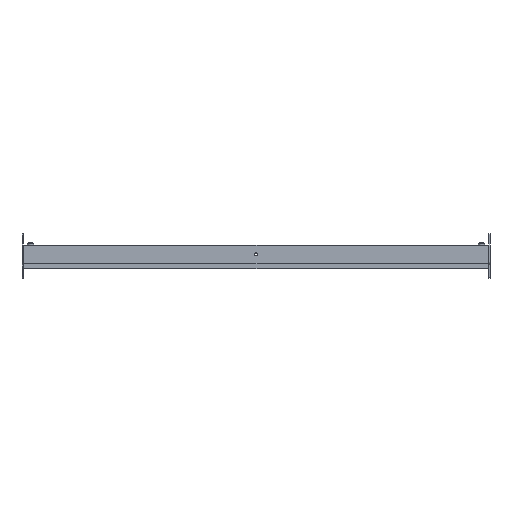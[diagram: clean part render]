
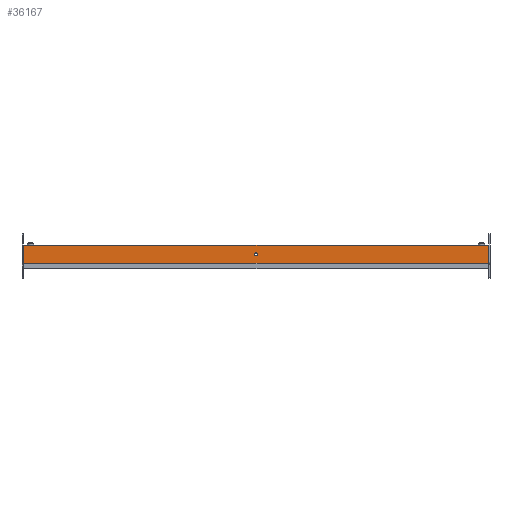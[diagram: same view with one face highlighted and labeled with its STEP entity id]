
A CAD part, top view. The second image highlights one B-rep face of the part: STEP entity #36167.
In plain terms, the highlighted planar face has unit normal (0, 0, 1).
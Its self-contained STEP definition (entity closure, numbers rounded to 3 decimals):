
#289 = VERTEX_POINT ( 'NONE', #14987 ) ;
#441 = VERTEX_POINT ( 'NONE', #40407 ) ;
#449 = LINE ( 'NONE', #20014, #18363 ) ;
#1615 = EDGE_LOOP ( 'NONE', ( #29916, #29585, #28403, #32218 ) ) ;
#2057 = VERTEX_POINT ( 'NONE', #22808 ) ;
#2263 = DIRECTION ( 'NONE',  ( 0., 1., 0. ) ) ;
#2363 = CARTESIAN_POINT ( 'NONE',  ( 1956.14, 1663.047, 397.111 ) ) ;
#3015 = LINE ( 'NONE', #2363, #23397 ) ;
#6007 = AXIS2_PLACEMENT_3D ( 'NONE', #32348, #35423, #2263 ) ;
#6137 = VECTOR ( 'NONE', #30707, 1000. ) ;
#6740 = CARTESIAN_POINT ( 'NONE',  ( 2410.14, 1645.247, 397.111 ) ) ;
#11259 = FACE_BOUND ( 'NONE', #32550, .T. ) ;
#11910 = EDGE_CURVE ( 'NONE', #2057, #289, #27188, .T. ) ;
#12380 = CARTESIAN_POINT ( 'NONE',  ( 2410.14, 1642.647, 397.111 ) ) ;
#13399 = DIRECTION ( 'NONE',  ( 0., -1., 0. ) ) ;
#13435 = DIRECTION ( 'NONE',  ( 0., 1., 0. ) ) ;
#13705 = CIRCLE ( 'NONE', #6007, 2.6 ) ;
#14028 = VERTEX_POINT ( 'NONE', #40278 ) ;
#14987 = CARTESIAN_POINT ( 'NONE',  ( 1959.64, 1627.547, 397.111 ) ) ;
#16019 = VERTEX_POINT ( 'NONE', #12380 ) ;
#17300 = EDGE_CURVE ( 'NONE', #441, #16019, #13705, .T. ) ;
#18363 = VECTOR ( 'NONE', #13435, 1000. ) ;
#19992 = CARTESIAN_POINT ( 'NONE',  ( 1959.64, 1663.047, 397.111 ) ) ;
#20014 = CARTESIAN_POINT ( 'NONE',  ( 2860.64, 1603.526, 397.111 ) ) ;
#20145 = DIRECTION ( 'NONE',  ( 0., 0., 1. ) ) ;
#20336 = EDGE_CURVE ( 'NONE', #34597, #289, #30071, .T. ) ;
#22808 = CARTESIAN_POINT ( 'NONE',  ( 2860.64, 1627.547, 397.111 ) ) ;
#22861 = DIRECTION ( 'NONE',  ( 0., 0., -1. ) ) ;
#23397 = VECTOR ( 'NONE', #26295, 1000. ) ;
#24370 = EDGE_CURVE ( 'NONE', #14028, #34597, #3015, .T. ) ;
#24585 = ORIENTED_EDGE ( 'NONE', *, *, #17300, .F. ) ;
#25438 = ORIENTED_EDGE ( 'NONE', *, *, #42099, .F. ) ;
#26295 = DIRECTION ( 'NONE',  ( -1., 0., 0. ) ) ;
#26413 = CIRCLE ( 'NONE', #32026, 2.6 ) ;
#27188 = LINE ( 'NONE', #37067, #6137 ) ;
#27936 = FACE_OUTER_BOUND ( 'NONE', #1615, .T. ) ;
#28403 = ORIENTED_EDGE ( 'NONE', *, *, #20336, .T. ) ;
#29585 = ORIENTED_EDGE ( 'NONE', *, *, #24370, .T. ) ;
#29624 = AXIS2_PLACEMENT_3D ( 'NONE', #38028, #22861, #42839 ) ;
#29916 = ORIENTED_EDGE ( 'NONE', *, *, #33599, .T. ) ;
#30071 = LINE ( 'NONE', #43455, #42804 ) ;
#30707 = DIRECTION ( 'NONE',  ( -1., 0., 0. ) ) ;
#32026 = AXIS2_PLACEMENT_3D ( 'NONE', #6740, #20145, #32597 ) ;
#32218 = ORIENTED_EDGE ( 'NONE', *, *, #11910, .F. ) ;
#32348 = CARTESIAN_POINT ( 'NONE',  ( 2410.14, 1645.247, 397.111 ) ) ;
#32550 = EDGE_LOOP ( 'NONE', ( #24585, #25438 ) ) ;
#32597 = DIRECTION ( 'NONE',  ( 0., 1., 0. ) ) ;
#33599 = EDGE_CURVE ( 'NONE', #2057, #14028, #449, .T. ) ;
#34597 = VERTEX_POINT ( 'NONE', #19992 ) ;
#35390 = PLANE ( 'NONE',  #29624 ) ;
#35423 = DIRECTION ( 'NONE',  ( 0., 0., 1. ) ) ;
#36167 = ADVANCED_FACE ( 'NONE', ( #11259, #27936 ), #35390, .F. ) ;
#37067 = CARTESIAN_POINT ( 'NONE',  ( 1956.14, 1627.547, 397.111 ) ) ;
#38028 = CARTESIAN_POINT ( 'NONE',  ( 1956.14, 1630.347, 397.111 ) ) ;
#40278 = CARTESIAN_POINT ( 'NONE',  ( 2860.64, 1663.047, 397.111 ) ) ;
#40407 = CARTESIAN_POINT ( 'NONE',  ( 2410.14, 1647.847, 397.111 ) ) ;
#42099 = EDGE_CURVE ( 'NONE', #16019, #441, #26413, .T. ) ;
#42804 = VECTOR ( 'NONE', #13399, 1000. ) ;
#42839 = DIRECTION ( 'NONE',  ( 0., -1., 0. ) ) ;
#43455 = CARTESIAN_POINT ( 'NONE',  ( 1959.64, 1603.526, 397.111 ) ) ;
